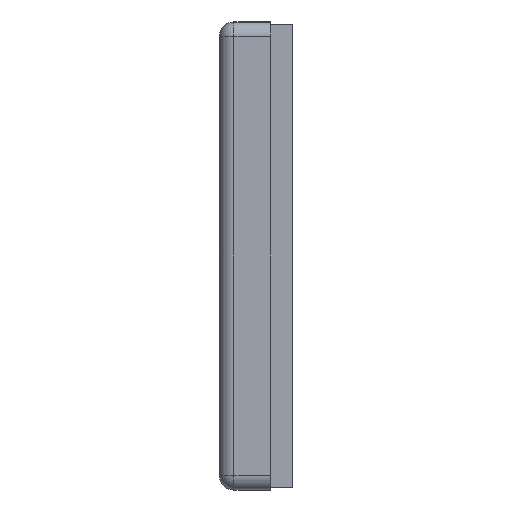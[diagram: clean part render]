
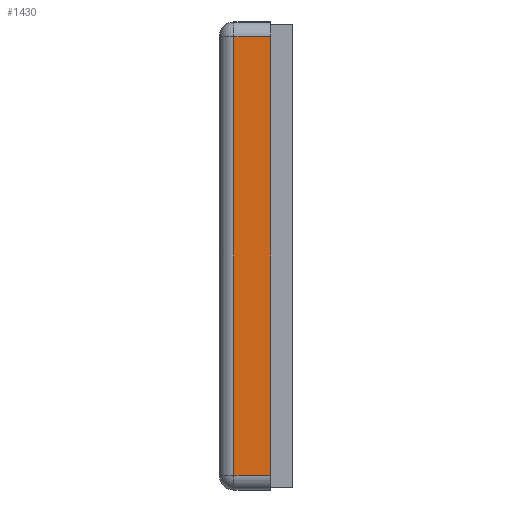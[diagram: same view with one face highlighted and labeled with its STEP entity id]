
A CAD part, left-side view. The second image highlights one B-rep face of the part: STEP entity #1430.
In plain terms, the highlighted planar face has unit normal (-1, 0, 0).
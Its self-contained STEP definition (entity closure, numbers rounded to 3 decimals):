
#152=FACE_OUTER_BOUND('',#238,.T.);
#238=EDGE_LOOP('',(#977,#978,#979,#980));
#345=LINE('',#2139,#483);
#346=LINE('',#2142,#484);
#347=LINE('',#2144,#485);
#348=LINE('',#2145,#486);
#483=VECTOR('',#1703,10.);
#484=VECTOR('',#1706,10.);
#485=VECTOR('',#1707,10.);
#486=VECTOR('',#1708,10.);
#626=VERTEX_POINT('',#2133);
#628=VERTEX_POINT('',#2137);
#629=VERTEX_POINT('',#2141);
#630=VERTEX_POINT('',#2143);
#763=EDGE_CURVE('',#628,#626,#345,.T.);
#764=EDGE_CURVE('',#629,#626,#346,.T.);
#765=EDGE_CURVE('',#630,#628,#347,.T.);
#766=EDGE_CURVE('',#629,#630,#348,.T.);
#977=ORIENTED_EDGE('',*,*,#764,.T.);
#978=ORIENTED_EDGE('',*,*,#763,.F.);
#979=ORIENTED_EDGE('',*,*,#765,.F.);
#980=ORIENTED_EDGE('',*,*,#766,.F.);
#1385=PLANE('',#1536);
#1430=ADVANCED_FACE('',(#152),#1385,.T.);
#1536=AXIS2_PLACEMENT_3D('',#2140,#1704,#1705);
#1703=DIRECTION('',(0.,-1.,0.));
#1704=DIRECTION('center_axis',(-1.,0.,0.));
#1705=DIRECTION('ref_axis',(0.,0.,1.));
#1706=DIRECTION('',(0.,0.,1.));
#1707=DIRECTION('',(0.,0.,1.));
#1708=DIRECTION('',(0.,1.,0.));
#2133=CARTESIAN_POINT('',(-32.1,1.5,9.7));
#2137=CARTESIAN_POINT('',(-32.1,4.,9.7));
#2139=CARTESIAN_POINT('',(-32.1,2.5,9.7));
#2140=CARTESIAN_POINT('Origin',(-32.1,3.5,-5.2));
#2141=CARTESIAN_POINT('',(-32.1,1.5,-20.1));
#2142=CARTESIAN_POINT('',(-32.1,1.5,-5.2));
#2143=CARTESIAN_POINT('',(-32.1,4.,-20.1));
#2144=CARTESIAN_POINT('',(-32.1,4.,-2.6));
#2145=CARTESIAN_POINT('',(-32.1,3.5,-20.1));
